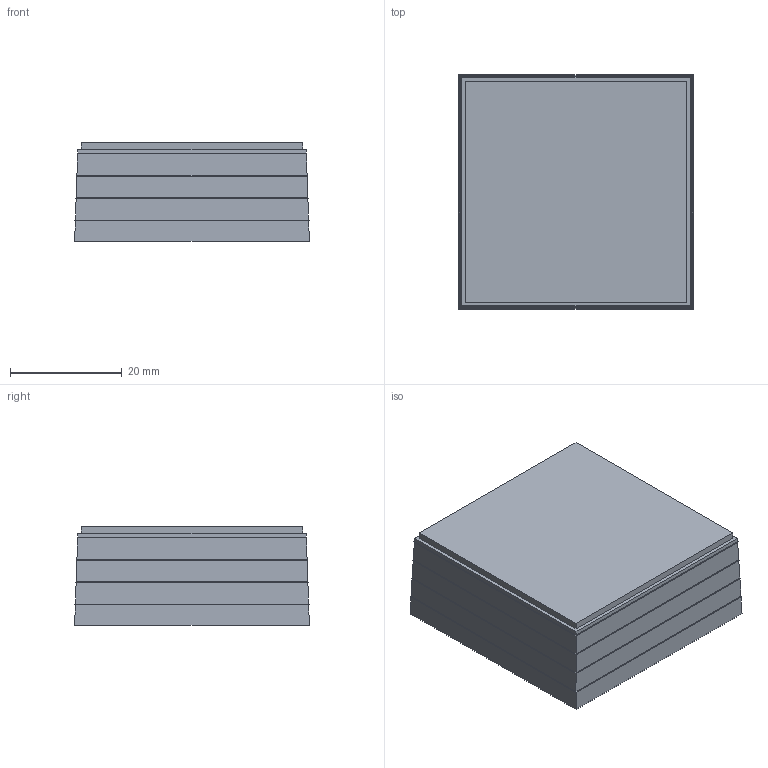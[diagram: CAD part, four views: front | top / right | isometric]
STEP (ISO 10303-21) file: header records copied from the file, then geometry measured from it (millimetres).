
FILE_DESCRIPTION(/* description */ (''),/* implementation_level */ '2;1');
FILE_NAME(/* name */ '28534_4_KDS-DEG_B.stp',/* time_stamp */ '2023-10-17T09:59:07+02:00',/* author */ (''),/* organization */ (''),/* preprocessor_version */ 'ST-DEVELOPER v19.3',/* originating_system */ 'SIEMENS PLM Software NX2212.1700',/* authorisation */ '');
FILE_SCHEMA (('AUTOMOTIVE_DESIGN { 1 0 10303 214 3 1 1 1 }'));
Length unit declared in the file: millimetre
Products named in the file (1): 28534_4_KDS-DEG_B
Bounding box: 42 x 42 x 17.7 mm (x, y, z)
Volume: 30185.3 mm3; surface area: 6463.6 mm2
Topology: 1 solids, 1 shells, 62 faces, 137 edges, 86 vertices
Faces by surface type: plane 55, extrusion 6, cylinder 1
Full cylindrical faces by diameter (mm): 8 x1
Entity records: 1850 total; most frequent: CARTESIAN_POINT 501, ORIENTED_EDGE 272, DIRECTION 238, EDGE_CURVE 136, VECTOR 120, LINE 114, VERTEX_POINT 86, EDGE_LOOP 72
